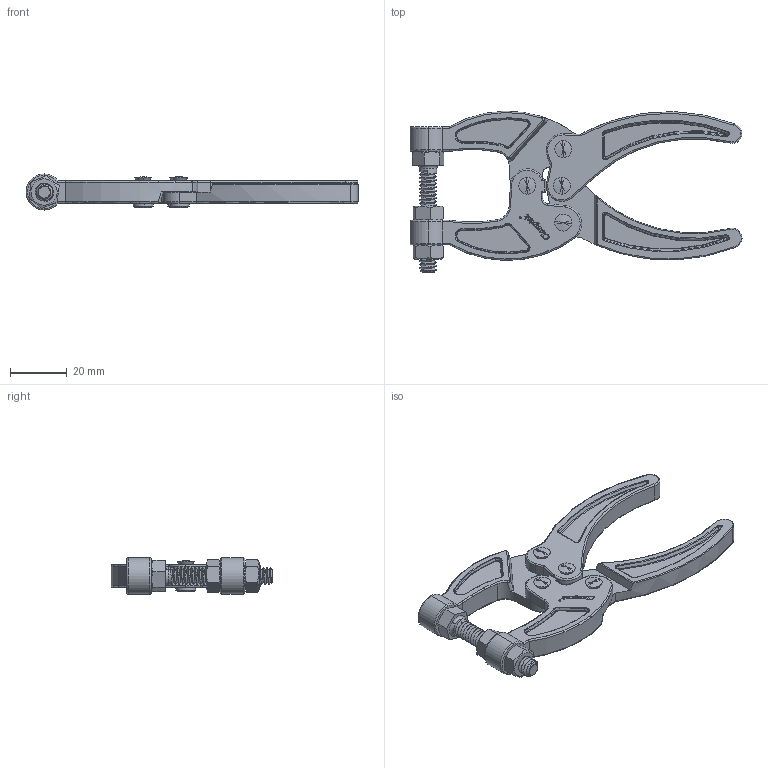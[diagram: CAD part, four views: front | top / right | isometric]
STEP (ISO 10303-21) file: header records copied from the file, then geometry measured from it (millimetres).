
FILE_DESCRIPTION (( 'STEP AP203' ), '1' );
FILE_NAME ('CH-50350.STEP', '2017-12-04T01:58:58', ( 'Windows' ), ( 'Microsoft' ), 'SwSTEP 2.0', 'SolidWorks 2015', '' );
FILE_SCHEMA (( 'CONFIG_CONTROL_DESIGN' ));
Length unit declared in the file: millimetre
Products named in the file (7): CH-50350-03 HANDLE; CH-50350-04; CH-SA-14112 NUT; CH-50350; CH-SA-14112 SPINDLE SUPPLIED; CH-50350-01 LEFT BAR; CH-50350-02 RIGHT BAR
Assembly tree (11 placements, depth 2):
  CH-50350
    CH-50350-01 LEFT BAR
    CH-50350-02 RIGHT BAR
    CH-50350-03 HANDLE  x2
    CH-50350-04  x4
    CH-SA-14112 NUT  x2
    CH-SA-14112 SPINDLE SUPPLIED
Bounding box: 117.5 x 57.23 x 12.8 mm (x, y, z)
Volume: 22535 mm3; surface area: 16131.1 mm2
Topology: 11 solids, 11 shells, 892 faces, 2292 edges, 1442 vertices
Faces by surface type: plane 223, cylinder 215, bspline 213, torus 150, cone 87, sphere 4
Entity records: 36220 total; most frequent: CARTESIAN_POINT 18629, ORIENTED_EDGE 3914, DIRECTION 2874, EDGE_CURVE 1957, VERTEX_POINT 1247, AXIS2_PLACEMENT_3D 1019, VECTOR 836, LINE 836
